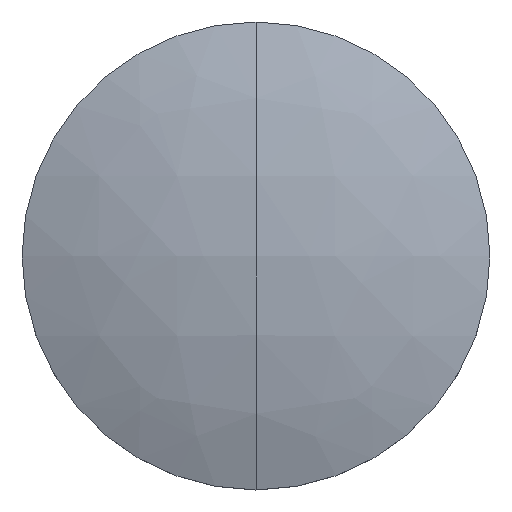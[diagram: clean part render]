
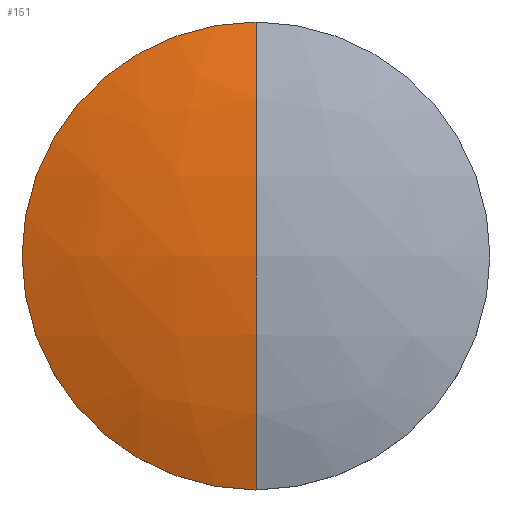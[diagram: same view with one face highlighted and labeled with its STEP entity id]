
A CAD part, top view. The second image highlights one B-rep face of the part: STEP entity #151.
In plain terms, the highlighted free-form (B-spline) face has degree [3, 3] with [4, 4] control points.
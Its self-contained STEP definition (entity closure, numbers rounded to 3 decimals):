
#2 = AXIS2_PLACEMENT_3D ( 'NONE', #154, #26, #177 ) ;
#4 = CARTESIAN_POINT ( 'NONE',  ( -8.13, 12.846, 4.071 ) ) ;
#18 =( BOUNDED_SURFACE ( )  B_SPLINE_SURFACE ( 3, 3, ( 
 ( #244, #198, #24, #27 ),
 ( #114, #223, #243, #264 ),
 ( #225, #203, #115, #270 ),
 ( #97, #134, #4, #172 ) ),
 .UNSPECIFIED., .F., .F., .T. ) 
 B_SPLINE_SURFACE_WITH_KNOTS ( ( 4, 4 ),
 ( 4, 4 ),
 ( 0., 1. ),
 ( 0., 1. ),
 .UNSPECIFIED. ) 
 GEOMETRIC_REPRESENTATION_ITEM ( )  RATIONAL_B_SPLINE_SURFACE ( (
 ( 1., 0.99, 0.99, 1.),
 ( 0.958, 0.948, 0.948, 0.958),
 ( 0.958, 0.948, 0.948, 0.958),
 ( 1., 0.99, 0.99, 1.) ) ) 
 REPRESENTATION_ITEM ( '' )  SURFACE ( )  );
#24 = CARTESIAN_POINT ( 'NONE',  ( -8.13, -12.846, 4.071 ) ) ;
#26 = DIRECTION ( 'NONE',  ( 0., 0., -1. ) ) ;
#27 = CARTESIAN_POINT ( 'NONE',  ( -11.974, -12.846, 2.653 ) ) ;
#31 = CARTESIAN_POINT ( 'NONE',  ( -12.7, 0., 4.846 ) ) ;
#43 = AXIS2_PLACEMENT_3D ( 'NONE', #175, #269, #73 ) ;
#48 = AXIS2_PLACEMENT_3D ( 'NONE', #72, #135, #98 ) ;
#51 = ORIENTED_EDGE ( 'NONE', *, *, #201, .F. ) ;
#71 = EDGE_LOOP ( 'NONE', ( #51, #89, #266 ) ) ;
#72 = CARTESIAN_POINT ( 'NONE',  ( 0., 0., -29.8 ) ) ;
#73 = DIRECTION ( 'NONE',  ( 1., 0., 0. ) ) ;
#76 = CARTESIAN_POINT ( 'NONE',  ( 0., -12.7, 4.846 ) ) ;
#89 = ORIENTED_EDGE ( 'NONE', *, *, #144, .T. ) ;
#95 = CARTESIAN_POINT ( 'NONE',  ( 0., 12.7, 4.846 ) ) ;
#97 = CARTESIAN_POINT ( 'NONE',  ( 0., 12.846, 4.792 ) ) ;
#98 = DIRECTION ( 'NONE',  ( 0., -1., 0. ) ) ;
#114 = CARTESIAN_POINT ( 'NONE',  ( 0., -4.468, 7.903 ) ) ;
#115 = CARTESIAN_POINT ( 'NONE',  ( -8.861, 4.468, 7.118 ) ) ;
#119 = CIRCLE ( 'NONE', #43, 12.7 ) ;
#134 = CARTESIAN_POINT ( 'NONE',  ( -4.097, 12.846, 4.792 ) ) ;
#135 = DIRECTION ( 'NONE',  ( -1., 0., 0. ) ) ;
#144 = EDGE_CURVE ( 'NONE', #277, #218, #181, .T. ) ;
#151 = ADVANCED_FACE ( 'NONE', ( #208 ), #18, .T. ) ;
#154 = CARTESIAN_POINT ( 'NONE',  ( 0., 0., 4.846 ) ) ;
#172 = CARTESIAN_POINT ( 'NONE',  ( -11.974, 12.846, 2.653 ) ) ;
#175 = CARTESIAN_POINT ( 'NONE',  ( 0., 0., 4.846 ) ) ;
#177 = DIRECTION ( 'NONE',  ( 1., 0., 0. ) ) ;
#181 = CIRCLE ( 'NONE', #48, 36.9 ) ;
#188 = EDGE_CURVE ( 'NONE', #249, #218, #119, .T. ) ;
#198 = CARTESIAN_POINT ( 'NONE',  ( -4.097, -12.846, 4.792 ) ) ;
#201 = EDGE_CURVE ( 'NONE', #277, #249, #230, .T. ) ;
#203 = CARTESIAN_POINT ( 'NONE',  ( -4.466, 4.468, 7.903 ) ) ;
#208 = FACE_OUTER_BOUND ( 'NONE', #71, .T. ) ;
#218 = VERTEX_POINT ( 'NONE', #95 ) ;
#223 = CARTESIAN_POINT ( 'NONE',  ( -4.466, -4.468, 7.903 ) ) ;
#225 = CARTESIAN_POINT ( 'NONE',  ( 0., 4.468, 7.903 ) ) ;
#230 = CIRCLE ( 'NONE', #2, 12.7 ) ;
#243 = CARTESIAN_POINT ( 'NONE',  ( -8.861, -4.468, 7.118 ) ) ;
#244 = CARTESIAN_POINT ( 'NONE',  ( 0., -12.846, 4.792 ) ) ;
#249 = VERTEX_POINT ( 'NONE', #31 ) ;
#264 = CARTESIAN_POINT ( 'NONE',  ( -13.051, -4.468, 5.572 ) ) ;
#266 = ORIENTED_EDGE ( 'NONE', *, *, #188, .F. ) ;
#269 = DIRECTION ( 'NONE',  ( 0., 0., -1. ) ) ;
#270 = CARTESIAN_POINT ( 'NONE',  ( -13.051, 4.468, 5.572 ) ) ;
#277 = VERTEX_POINT ( 'NONE', #76 ) ;
